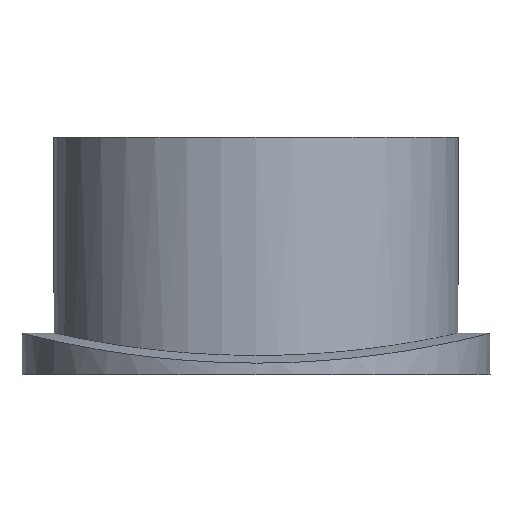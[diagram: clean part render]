
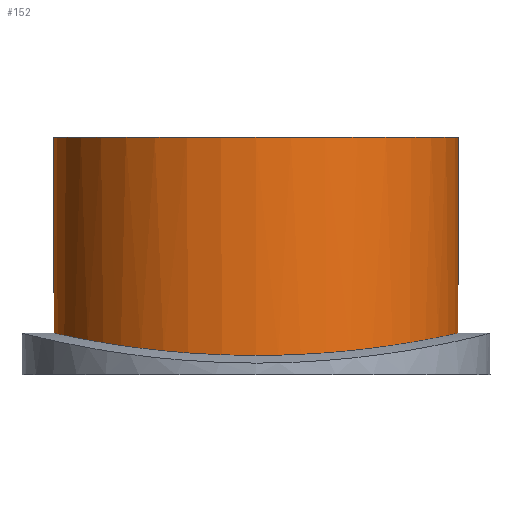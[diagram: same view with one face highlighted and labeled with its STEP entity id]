
A CAD part, left-side view. The second image highlights one B-rep face of the part: STEP entity #152.
In plain terms, the highlighted cylindrical face has radius 5.1 mm (diameter 10.2 mm), a full revolution.
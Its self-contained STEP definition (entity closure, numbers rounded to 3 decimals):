
#22=FACE_OUTER_BOUND('',#31,.T.);
#31=EDGE_LOOP('',(#107,#108,#109,#110,#111));
#43=B_SPLINE_CURVE_WITH_KNOTS('',3,(#239,#240,#241,#242,#243,#244,#245,
#246,#247,#248,#249,#250,#251,#252,#253,#254,#255,#256),.UNSPECIFIED.,.F.,
 .F.,(4,2,2,2,2,2,2,2,4),(0.,0.193,0.385,0.578,
0.771,0.964,1.156,1.349,1.542),
 .UNSPECIFIED.);
#44=B_SPLINE_CURVE_WITH_KNOTS('',3,(#257,#258,#259,#260,#261,#262,#263,
#264,#265,#266,#267,#268,#269,#270,#271,#272,#273,#274),.UNSPECIFIED.,.F.,
 .F.,(4,2,2,2,2,2,2,2,4),(1.542,1.735,1.927,
2.12,2.313,2.506,2.698,2.891,
3.084),.UNSPECIFIED.);
#47=LINE('',#237,#57);
#57=VECTOR('',#196,5.1);
#67=CIRCLE('',#176,5.1);
#73=VERTEX_POINT('',#234);
#74=VERTEX_POINT('',#236);
#75=VERTEX_POINT('',#238);
#87=EDGE_CURVE('',#73,#73,#67,.T.);
#88=EDGE_CURVE('',#73,#74,#47,.T.);
#89=EDGE_CURVE('',#75,#74,#43,.T.);
#90=EDGE_CURVE('',#74,#75,#44,.T.);
#107=ORIENTED_EDGE('',*,*,#87,.F.);
#108=ORIENTED_EDGE('',*,*,#88,.T.);
#109=ORIENTED_EDGE('',*,*,#89,.F.);
#110=ORIENTED_EDGE('',*,*,#90,.F.);
#111=ORIENTED_EDGE('',*,*,#88,.F.);
#147=CYLINDRICAL_SURFACE('',#175,5.1);
#152=ADVANCED_FACE('',(#22),#147,.T.);
#175=AXIS2_PLACEMENT_3D('',#233,#192,#193);
#176=AXIS2_PLACEMENT_3D('',#235,#194,#195);
#192=DIRECTION('center_axis',(0.,0.,1.));
#193=DIRECTION('ref_axis',(1.,0.,0.));
#194=DIRECTION('center_axis',(0.,0.,1.));
#195=DIRECTION('ref_axis',(1.,0.,0.));
#196=DIRECTION('',(0.,0.,-1.));
#233=CARTESIAN_POINT('Origin',(0.,0.,0.));
#234=CARTESIAN_POINT('',(-5.1,0.,6.));
#235=CARTESIAN_POINT('Origin',(0.,0.,6.));
#236=CARTESIAN_POINT('',(-5.1,0.,0.491));
#237=CARTESIAN_POINT('',(-5.1,0.,0.));
#238=CARTESIAN_POINT('',(5.1,0.,0.526));
#239=CARTESIAN_POINT('Ctrl Pts',(5.1,0.,0.526));
#240=CARTESIAN_POINT('Ctrl Pts',(5.1,-0.642,0.526));
#241=CARTESIAN_POINT('Ctrl Pts',(4.971,-1.326,0.554));
#242=CARTESIAN_POINT('Ctrl Pts',(4.45,-2.582,0.657));
#243=CARTESIAN_POINT('Ctrl Pts',(4.058,-3.155,0.729));
#244=CARTESIAN_POINT('Ctrl Pts',(3.154,-4.058,0.863));
#245=CARTESIAN_POINT('Ctrl Pts',(2.582,-4.45,0.934));
#246=CARTESIAN_POINT('Ctrl Pts',(1.326,-4.971,1.033));
#247=CARTESIAN_POINT('Ctrl Pts',(0.642,-5.1,1.059));
#248=CARTESIAN_POINT('Ctrl Pts',(-0.643,-5.1,1.055));
#249=CARTESIAN_POINT('Ctrl Pts',(-1.327,-4.971,1.024));
#250=CARTESIAN_POINT('Ctrl Pts',(-2.583,-4.45,0.917));
#251=CARTESIAN_POINT('Ctrl Pts',(-3.155,-4.058,0.842));
#252=CARTESIAN_POINT('Ctrl Pts',(-4.058,-3.154,0.702));
#253=CARTESIAN_POINT('Ctrl Pts',(-4.45,-2.582,0.627));
#254=CARTESIAN_POINT('Ctrl Pts',(-4.971,-1.326,0.521));
#255=CARTESIAN_POINT('Ctrl Pts',(-5.1,-0.643,0.491));
#256=CARTESIAN_POINT('Ctrl Pts',(-5.1,0.,0.491));
#257=CARTESIAN_POINT('Ctrl Pts',(-5.1,0.,0.491));
#258=CARTESIAN_POINT('Ctrl Pts',(-5.1,0.643,0.491));
#259=CARTESIAN_POINT('Ctrl Pts',(-4.971,1.326,0.521));
#260=CARTESIAN_POINT('Ctrl Pts',(-4.45,2.582,0.627));
#261=CARTESIAN_POINT('Ctrl Pts',(-4.058,3.154,0.702));
#262=CARTESIAN_POINT('Ctrl Pts',(-3.155,4.058,0.842));
#263=CARTESIAN_POINT('Ctrl Pts',(-2.583,4.45,0.917));
#264=CARTESIAN_POINT('Ctrl Pts',(-1.327,4.971,1.024));
#265=CARTESIAN_POINT('Ctrl Pts',(-0.643,5.1,1.055));
#266=CARTESIAN_POINT('Ctrl Pts',(0.642,5.1,1.059));
#267=CARTESIAN_POINT('Ctrl Pts',(1.326,4.971,1.033));
#268=CARTESIAN_POINT('Ctrl Pts',(2.582,4.45,0.934));
#269=CARTESIAN_POINT('Ctrl Pts',(3.154,4.058,0.863));
#270=CARTESIAN_POINT('Ctrl Pts',(4.058,3.155,0.729));
#271=CARTESIAN_POINT('Ctrl Pts',(4.45,2.582,0.657));
#272=CARTESIAN_POINT('Ctrl Pts',(4.971,1.326,0.554));
#273=CARTESIAN_POINT('Ctrl Pts',(5.1,0.642,0.526));
#274=CARTESIAN_POINT('Ctrl Pts',(5.1,0.,0.526));
